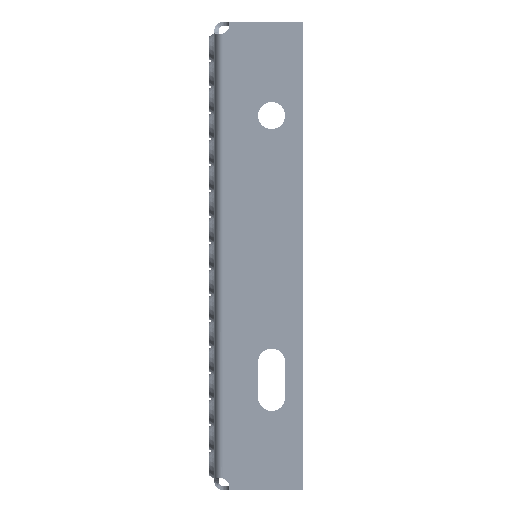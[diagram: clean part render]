
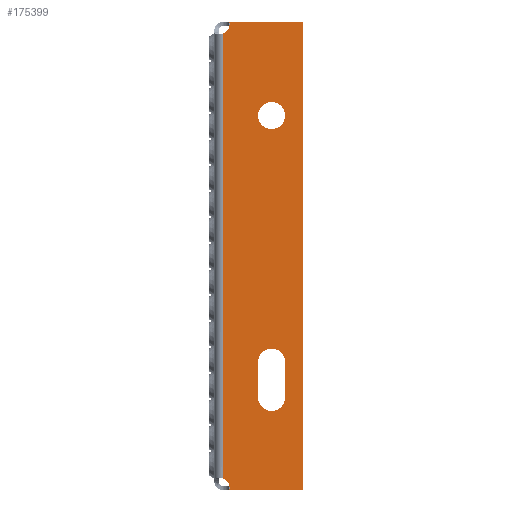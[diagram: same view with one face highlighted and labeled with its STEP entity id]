
A CAD part, left-side view. The second image highlights one B-rep face of the part: STEP entity #175399.
In plain terms, the highlighted planar face has unit normal (-1, 0, 0).
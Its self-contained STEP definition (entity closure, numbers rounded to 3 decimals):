
#865 = LINE ( 'NONE', #6803, #106507 ) ;
#2281 = CIRCLE ( 'NONE', #112983, 5. ) ;
#2498 = EDGE_CURVE ( 'NONE', #168267, #40518, #41181, .T. ) ;
#2629 = CARTESIAN_POINT ( 'NONE',  ( -350., -7.187, 112.5 ) ) ;
#3327 = CIRCLE ( 'NONE', #56723, 6.5 ) ;
#3448 = VECTOR ( 'NONE', #58432, 1000. ) ;
#4068 = EDGE_CURVE ( 'NONE', #119717, #168267, #3327, .T. ) ;
#4517 = VECTOR ( 'NONE', #33831, 1000. ) ;
#6803 = CARTESIAN_POINT ( 'NONE',  ( -350., -33.998, -111.5 ) ) ;
#8890 = FACE_BOUND ( 'NONE', #38925, .T. ) ;
#14835 = DIRECTION ( 'NONE',  ( 1., 0., 0. ) ) ;
#17474 = CARTESIAN_POINT ( 'NONE',  ( -350., -42.498, -112.5 ) ) ;
#18303 = VERTEX_POINT ( 'NONE', #174821 ) ;
#20274 = EDGE_CURVE ( 'NONE', #73258, #130234, #78209, .T. ) ;
#20512 = CARTESIAN_POINT ( 'NONE',  ( -350., -7.187, -112.5 ) ) ;
#20637 = EDGE_CURVE ( 'NONE', #54146, #130234, #108320, .T. ) ;
#21468 = CARTESIAN_POINT ( 'NONE',  ( -350., -42.498, 112.5 ) ) ;
#21838 = DIRECTION ( 'NONE',  ( -1., 0., 0. ) ) ;
#24757 = CARTESIAN_POINT ( 'NONE',  ( -350., -20.998, -51. ) ) ;
#24768 = CIRCLE ( 'NONE', #95975, 6.5 ) ;
#24928 = PLANE ( 'NONE',  #80592 ) ;
#27479 = EDGE_LOOP ( 'NONE', ( #134879, #64697, #154643, #36293 ) ) ;
#27495 = CARTESIAN_POINT ( 'NONE',  ( -350., -20.998, -68. ) ) ;
#28019 = EDGE_CURVE ( 'NONE', #158506, #73258, #97170, .T. ) ;
#33831 = DIRECTION ( 'NONE',  ( 0., 0., -1. ) ) ;
#36293 = ORIENTED_EDGE ( 'NONE', *, *, #2498, .F. ) ;
#36523 = DIRECTION ( 'NONE',  ( -1., 0., 0. ) ) ;
#37657 = LINE ( 'NONE', #17474, #3448 ) ;
#38925 = EDGE_LOOP ( 'NONE', ( #177613, #159882 ) ) ;
#40518 = VERTEX_POINT ( 'NONE', #27495 ) ;
#41181 = LINE ( 'NONE', #116398, #4517 ) ;
#41251 = FACE_OUTER_BOUND ( 'NONE', #55802, .T. ) ;
#44682 = EDGE_CURVE ( 'NONE', #40518, #110497, #120552, .T. ) ;
#46480 = EDGE_CURVE ( 'NONE', #109114, #123883, #141561, .T. ) ;
#46740 = CARTESIAN_POINT ( 'NONE',  ( -350., -27.498, 67.5 ) ) ;
#48262 = DIRECTION ( 'NONE',  ( 0., -1., 0. ) ) ;
#49750 = CARTESIAN_POINT ( 'NONE',  ( -350., -20.998, 67.5 ) ) ;
#51227 = ORIENTED_EDGE ( 'NONE', *, *, #117822, .T. ) ;
#52491 = CARTESIAN_POINT ( 'NONE',  ( -350., -33.998, -68. ) ) ;
#52688 = DIRECTION ( 'NONE',  ( -1., 0., 0. ) ) ;
#54146 = VERTEX_POINT ( 'NONE', #75445 ) ;
#54374 = CARTESIAN_POINT ( 'NONE',  ( -350., -42.498, 112.5 ) ) ;
#54398 = VECTOR ( 'NONE', #177760, 1000. ) ;
#55191 = DIRECTION ( 'NONE',  ( -1., 0., 0. ) ) ;
#55802 = EDGE_LOOP ( 'NONE', ( #154660, #172860, #51227, #162476, #70050, #96699 ) ) ;
#56723 = AXIS2_PLACEMENT_3D ( 'NONE', #104427, #21838, #118287 ) ;
#58432 = DIRECTION ( 'NONE',  ( 0., 0., 1. ) ) ;
#60227 = EDGE_CURVE ( 'NONE', #123883, #109114, #24768, .T. ) ;
#60572 = DIRECTION ( 'NONE',  ( 0., -1., 0. ) ) ;
#61003 = VECTOR ( 'NONE', #48262, 1000. ) ;
#62838 = CARTESIAN_POINT ( 'NONE',  ( -350., -33.998, 67.5 ) ) ;
#63050 = DIRECTION ( 'NONE',  ( 0., 1., 0. ) ) ;
#64697 = ORIENTED_EDGE ( 'NONE', *, *, #117237, .F. ) ;
#65352 = LINE ( 'NONE', #20512, #61003 ) ;
#69086 = CARTESIAN_POINT ( 'NONE',  ( -350., -2.288, 111.5 ) ) ;
#70050 = ORIENTED_EDGE ( 'NONE', *, *, #28019, .T. ) ;
#73258 = VERTEX_POINT ( 'NONE', #2629 ) ;
#75445 = CARTESIAN_POINT ( 'NONE',  ( -350., -4., -106.802 ) ) ;
#78209 = CIRCLE ( 'NONE', #140943, 5. ) ;
#80592 = AXIS2_PLACEMENT_3D ( 'NONE', #176459, #52688, #149189 ) ;
#81542 = CARTESIAN_POINT ( 'NONE',  ( -350., -42.498, -112.5 ) ) ;
#82982 = DIRECTION ( 'NONE',  ( 0., 0., 1. ) ) ;
#95751 = CARTESIAN_POINT ( 'NONE',  ( -350., -33.998, -51. ) ) ;
#95975 = AXIS2_PLACEMENT_3D ( 'NONE', #119092, #36523, #133006 ) ;
#96699 = ORIENTED_EDGE ( 'NONE', *, *, #20274, .T. ) ;
#97170 = LINE ( 'NONE', #21468, #166409 ) ;
#97378 = CARTESIAN_POINT ( 'NONE',  ( -350., -2.288, -111.5 ) ) ;
#103239 = DIRECTION ( 'NONE',  ( 0., 0., 1. ) ) ;
#104427 = CARTESIAN_POINT ( 'NONE',  ( -350., -27.498, -51. ) ) ;
#106507 = VECTOR ( 'NONE', #103239, 1000. ) ;
#108320 = LINE ( 'NONE', #108785, #54398 ) ;
#108785 = CARTESIAN_POINT ( 'NONE',  ( -350., -4., -111.5 ) ) ;
#109114 = VERTEX_POINT ( 'NONE', #49750 ) ;
#109872 = AXIS2_PLACEMENT_3D ( 'NONE', #46740, #143235, #60572 ) ;
#110497 = VERTEX_POINT ( 'NONE', #52491 ) ;
#111185 = EDGE_CURVE ( 'NONE', #54146, #18303, #2281, .T. ) ;
#111206 = DIRECTION ( 'NONE',  ( 0., 0., 1. ) ) ;
#112983 = AXIS2_PLACEMENT_3D ( 'NONE', #97378, #14835, #111206 ) ;
#116070 = EDGE_CURVE ( 'NONE', #139471, #158506, #37657, .T. ) ;
#116398 = CARTESIAN_POINT ( 'NONE',  ( -350., -20.998, -111.5 ) ) ;
#117237 = EDGE_CURVE ( 'NONE', #110497, #119717, #865, .T. ) ;
#117822 = EDGE_CURVE ( 'NONE', #18303, #139471, #65352, .T. ) ;
#118287 = DIRECTION ( 'NONE',  ( 0., -1., 0. ) ) ;
#119092 = CARTESIAN_POINT ( 'NONE',  ( -350., -27.498, 67.5 ) ) ;
#119717 = VERTEX_POINT ( 'NONE', #95751 ) ;
#120552 = CIRCLE ( 'NONE', #150148, 6.5 ) ;
#123883 = VERTEX_POINT ( 'NONE', #62838 ) ;
#130234 = VERTEX_POINT ( 'NONE', #138894 ) ;
#133006 = DIRECTION ( 'NONE',  ( 0., -1., 0. ) ) ;
#134879 = ORIENTED_EDGE ( 'NONE', *, *, #4068, .F. ) ;
#137776 = CARTESIAN_POINT ( 'NONE',  ( -350., -27.498, -68. ) ) ;
#138894 = CARTESIAN_POINT ( 'NONE',  ( -350., -4., 106.802 ) ) ;
#139471 = VERTEX_POINT ( 'NONE', #81542 ) ;
#140943 = AXIS2_PLACEMENT_3D ( 'NONE', #69086, #165785, #82982 ) ;
#141561 = CIRCLE ( 'NONE', #109872, 6.5 ) ;
#143235 = DIRECTION ( 'NONE',  ( -1., 0., 0. ) ) ;
#146993 = FACE_BOUND ( 'NONE', #27479, .T. ) ;
#149189 = DIRECTION ( 'NONE',  ( 0., 0., 1. ) ) ;
#150148 = AXIS2_PLACEMENT_3D ( 'NONE', #137776, #55191, #151704 ) ;
#151704 = DIRECTION ( 'NONE',  ( 0., -1., 0. ) ) ;
#154643 = ORIENTED_EDGE ( 'NONE', *, *, #44682, .F. ) ;
#154660 = ORIENTED_EDGE ( 'NONE', *, *, #20637, .F. ) ;
#158506 = VERTEX_POINT ( 'NONE', #54374 ) ;
#159882 = ORIENTED_EDGE ( 'NONE', *, *, #60227, .F. ) ;
#162476 = ORIENTED_EDGE ( 'NONE', *, *, #116070, .T. ) ;
#165785 = DIRECTION ( 'NONE',  ( 1., 0., 0. ) ) ;
#166409 = VECTOR ( 'NONE', #63050, 1000. ) ;
#168267 = VERTEX_POINT ( 'NONE', #24757 ) ;
#172860 = ORIENTED_EDGE ( 'NONE', *, *, #111185, .T. ) ;
#174821 = CARTESIAN_POINT ( 'NONE',  ( -350., -7.187, -112.5 ) ) ;
#175399 = ADVANCED_FACE ( 'NONE', ( #146993, #8890, #41251 ), #24928, .T. ) ;
#176459 = CARTESIAN_POINT ( 'NONE',  ( -350., -2.288, -111.5 ) ) ;
#177613 = ORIENTED_EDGE ( 'NONE', *, *, #46480, .F. ) ;
#177760 = DIRECTION ( 'NONE',  ( 0., 0., 1. ) ) ;
